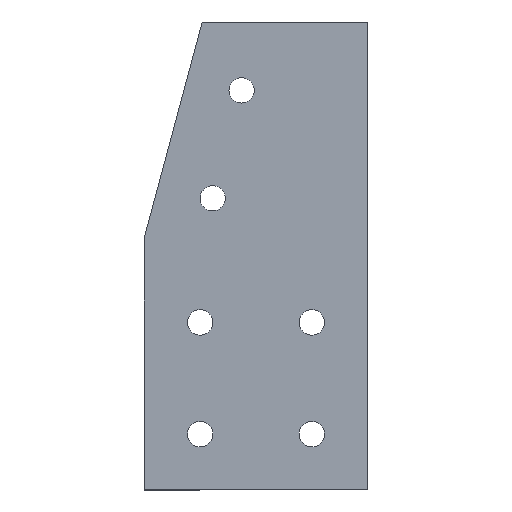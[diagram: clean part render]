
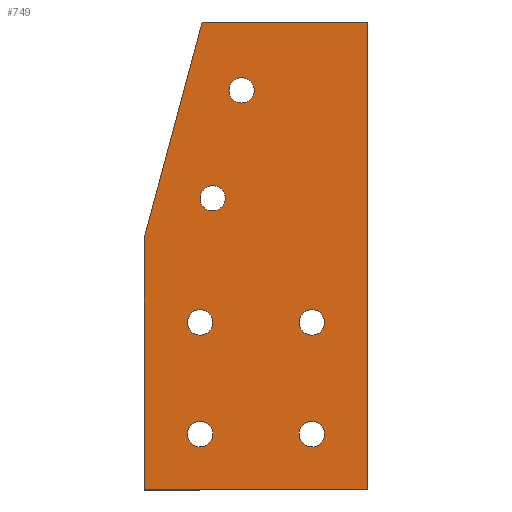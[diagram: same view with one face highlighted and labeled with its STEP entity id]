
A CAD part, top view. The second image highlights one B-rep face of the part: STEP entity #749.
In plain terms, the highlighted planar face has unit normal (0, 0, 1).
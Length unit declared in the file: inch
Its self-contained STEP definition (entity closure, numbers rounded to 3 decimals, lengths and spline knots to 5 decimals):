
#135=CARTESIAN_POINT('',(0.72674,4.61594,0.25));
#136=VERTEX_POINT('',#135);
#145=CARTESIAN_POINT('',(0.38674,4.61594,0.25));
#146=VERTEX_POINT('',#145);
#147=CARTESIAN_POINT('',(0.55674,4.61594,0.25));
#148=DIRECTION('',(0.0,0.0,-1.0));
#149=DIRECTION('',(1.0,0.0,0.0));
#150=AXIS2_PLACEMENT_3D('',#147,#148,#149);
#151=CIRCLE('',#150,0.17);
#152=EDGE_CURVE('',#146,#136,#151,.T.);
#177=CARTESIAN_POINT('',(0.171,1.50001,0.25));
#178=VERTEX_POINT('',#177);
#187=CARTESIAN_POINT('',(-0.171,1.50001,0.25));
#188=VERTEX_POINT('',#187);
#189=CARTESIAN_POINT('',(0.,1.50001,0.25));
#190=DIRECTION('',(0.0,0.0,-1.0));
#191=DIRECTION('',(1.0,0.0,0.0));
#192=AXIS2_PLACEMENT_3D('',#189,#190,#191);
#193=CIRCLE('',#192,0.171);
#194=EDGE_CURVE('',#188,#178,#193,.T.);
#219=CARTESIAN_POINT('',(0.33851,3.16705,0.25));
#220=VERTEX_POINT('',#219);
#229=CARTESIAN_POINT('',(-0.00149,3.16705,0.25));
#230=VERTEX_POINT('',#229);
#231=CARTESIAN_POINT('',(0.16851,3.16705,0.25));
#232=DIRECTION('',(0.0,0.0,-1.0));
#233=DIRECTION('',(1.0,0.0,0.0));
#234=AXIS2_PLACEMENT_3D('',#231,#232,#233);
#235=CIRCLE('',#234,0.17);
#236=EDGE_CURVE('',#230,#220,#235,.T.);
#261=CARTESIAN_POINT('',(1.671,1.50001,0.25));
#262=VERTEX_POINT('',#261);
#271=CARTESIAN_POINT('',(1.329,1.50001,0.25));
#272=VERTEX_POINT('',#271);
#273=CARTESIAN_POINT('',(1.5,1.50001,0.25));
#274=DIRECTION('',(0.0,0.0,-1.0));
#275=DIRECTION('',(1.0,0.0,0.0));
#276=AXIS2_PLACEMENT_3D('',#273,#274,#275);
#277=CIRCLE('',#276,0.171);
#278=EDGE_CURVE('',#272,#262,#277,.T.);
#303=CARTESIAN_POINT('',(1.671,0.,0.25));
#304=VERTEX_POINT('',#303);
#313=CARTESIAN_POINT('',(1.329,0.,0.25));
#314=VERTEX_POINT('',#313);
#315=CARTESIAN_POINT('',(1.5,0.,0.25));
#316=DIRECTION('',(0.0,0.0,-1.0));
#317=DIRECTION('',(1.0,0.0,0.0));
#318=AXIS2_PLACEMENT_3D('',#315,#316,#317);
#319=CIRCLE('',#318,0.171);
#320=EDGE_CURVE('',#314,#304,#319,.T.);
#345=CARTESIAN_POINT('',(0.171,0.0,0.25));
#346=VERTEX_POINT('',#345);
#355=CARTESIAN_POINT('',(-0.171,0.,0.25));
#356=VERTEX_POINT('',#355);
#357=CARTESIAN_POINT('',(0.0,0.0,0.25));
#358=DIRECTION('',(0.0,0.0,-1.0));
#359=DIRECTION('',(1.0,0.0,0.0));
#360=AXIS2_PLACEMENT_3D('',#357,#358,#359);
#361=CIRCLE('',#360,0.171);
#362=EDGE_CURVE('',#356,#346,#361,.T.);
#396=CARTESIAN_POINT('',(0.0,0.0,0.25));
#397=DIRECTION('',(0.0,0.0,-1.0));
#398=DIRECTION('',(1.0,0.0,0.0));
#399=AXIS2_PLACEMENT_3D('',#396,#397,#398);
#400=CIRCLE('',#399,0.171);
#401=EDGE_CURVE('',#346,#356,#400,.T.);
#420=CARTESIAN_POINT('',(1.5,0.,0.25));
#421=DIRECTION('',(0.0,0.0,-1.0));
#422=DIRECTION('',(1.0,0.0,0.0));
#423=AXIS2_PLACEMENT_3D('',#420,#421,#422);
#424=CIRCLE('',#423,0.171);
#425=EDGE_CURVE('',#304,#314,#424,.T.);
#435=CARTESIAN_POINT('',(-0.75,-0.75,0.25));
#436=VERTEX_POINT('',#435);
#437=CARTESIAN_POINT('',(-0.75,0.75,0.25));
#438=VERTEX_POINT('',#437);
#439=CARTESIAN_POINT('',(-0.75,-0.75,0.25));
#440=DIRECTION('',(0.0,1.0,0.0));
#441=VECTOR('',#440,1.5);
#442=LINE('',#439,#441);
#443=EDGE_CURVE('',#436,#438,#442,.T.);
#475=CARTESIAN_POINT('',(2.25,-0.75,0.25));
#476=VERTEX_POINT('',#475);
#477=CARTESIAN_POINT('',(2.25,-0.75,0.25));
#478=DIRECTION('',(-1.0,0.0,0.0));
#479=VECTOR('',#478,3.0);
#480=LINE('',#477,#479);
#481=EDGE_CURVE('',#476,#436,#480,.T.);
#515=CARTESIAN_POINT('',(1.5,1.50001,0.25));
#516=DIRECTION('',(0.0,0.0,-1.0));
#517=DIRECTION('',(1.0,0.0,0.0));
#518=AXIS2_PLACEMENT_3D('',#515,#516,#517);
#519=CIRCLE('',#518,0.171);
#520=EDGE_CURVE('',#262,#272,#519,.T.);
#539=CARTESIAN_POINT('',(0.16851,3.16705,0.25));
#540=DIRECTION('',(0.0,0.0,-1.0));
#541=DIRECTION('',(1.0,0.0,0.0));
#542=AXIS2_PLACEMENT_3D('',#539,#540,#541);
#543=CIRCLE('',#542,0.17);
#544=EDGE_CURVE('',#220,#230,#543,.T.);
#563=CARTESIAN_POINT('',(0.,1.50001,0.25));
#564=DIRECTION('',(0.0,0.0,-1.0));
#565=DIRECTION('',(1.0,0.0,0.0));
#566=AXIS2_PLACEMENT_3D('',#563,#564,#565);
#567=CIRCLE('',#566,0.171);
#568=EDGE_CURVE('',#178,#188,#567,.T.);
#587=CARTESIAN_POINT('',(0.55674,4.61594,0.25));
#588=DIRECTION('',(0.0,0.0,-1.0));
#589=DIRECTION('',(1.0,0.0,0.0));
#590=AXIS2_PLACEMENT_3D('',#587,#588,#589);
#591=CIRCLE('',#590,0.17);
#592=EDGE_CURVE('',#136,#146,#591,.T.);
#602=CARTESIAN_POINT('',(2.25,5.5345,0.25));
#603=VERTEX_POINT('',#602);
#604=CARTESIAN_POINT('',(2.25,5.5345,0.25));
#605=DIRECTION('',(0.0,-1.0,0.0));
#606=VECTOR('',#605,6.2845);
#607=LINE('',#604,#606);
#608=EDGE_CURVE('',#603,#476,#607,.T.);
#633=CARTESIAN_POINT('',(-0.75005,2.63672,0.25));
#634=VERTEX_POINT('',#633);
#635=CARTESIAN_POINT('',(-0.75,0.75,0.25));
#636=DIRECTION('',(0.,1.,0.0));
#637=VECTOR('',#636,1.88672);
#638=LINE('',#635,#637);
#639=EDGE_CURVE('',#438,#634,#638,.T.);
#664=CARTESIAN_POINT('',(0.02641,5.5345,0.25));
#665=VERTEX_POINT('',#664);
#666=CARTESIAN_POINT('',(-0.75005,2.63672,0.25));
#667=DIRECTION('',(0.259,0.966,0.0));
#668=VECTOR('',#667,3.);
#669=LINE('',#666,#668);
#670=EDGE_CURVE('',#634,#665,#669,.T.);
#695=CARTESIAN_POINT('',(0.02641,5.5345,0.25));
#696=DIRECTION('',(1.0,0.0,0.0));
#697=VECTOR('',#696,2.22359);
#698=LINE('',#695,#697);
#699=EDGE_CURVE('',#665,#603,#698,.T.);
#712=CARTESIAN_POINT('',(0.87584,3.02403,0.25));
#713=DIRECTION('',(0.0,0.0,1.0));
#714=DIRECTION('',(0.0,-1.0,0.0));
#715=AXIS2_PLACEMENT_3D('',#712,#713,#714);
#716=PLANE('',#715);
#717=ORIENTED_EDGE('',*,*,#608,.F.);
#718=ORIENTED_EDGE('',*,*,#699,.F.);
#719=ORIENTED_EDGE('',*,*,#670,.F.);
#720=ORIENTED_EDGE('',*,*,#639,.F.);
#721=ORIENTED_EDGE('',*,*,#443,.F.);
#722=ORIENTED_EDGE('',*,*,#481,.F.);
#723=EDGE_LOOP('',(#717,#718,#719,#720,#721,#722));
#724=FACE_OUTER_BOUND('',#723,.T.);
#725=ORIENTED_EDGE('',*,*,#425,.T.);
#726=ORIENTED_EDGE('',*,*,#320,.T.);
#727=EDGE_LOOP('',(#725,#726));
#728=FACE_BOUND('',#727,.T.);
#729=ORIENTED_EDGE('',*,*,#401,.T.);
#730=ORIENTED_EDGE('',*,*,#362,.T.);
#731=EDGE_LOOP('',(#729,#730));
#732=FACE_BOUND('',#731,.T.);
#733=ORIENTED_EDGE('',*,*,#520,.T.);
#734=ORIENTED_EDGE('',*,*,#278,.T.);
#735=EDGE_LOOP('',(#733,#734));
#736=FACE_BOUND('',#735,.T.);
#737=ORIENTED_EDGE('',*,*,#544,.T.);
#738=ORIENTED_EDGE('',*,*,#236,.T.);
#739=EDGE_LOOP('',(#737,#738));
#740=FACE_BOUND('',#739,.T.);
#741=ORIENTED_EDGE('',*,*,#568,.T.);
#742=ORIENTED_EDGE('',*,*,#194,.T.);
#743=EDGE_LOOP('',(#741,#742));
#744=FACE_BOUND('',#743,.T.);
#745=ORIENTED_EDGE('',*,*,#592,.T.);
#746=ORIENTED_EDGE('',*,*,#152,.T.);
#747=EDGE_LOOP('',(#745,#746));
#748=FACE_BOUND('',#747,.T.);
#749=ADVANCED_FACE('',(#724,#728,#732,#736,#740,#744,#748),#716,.T.);
